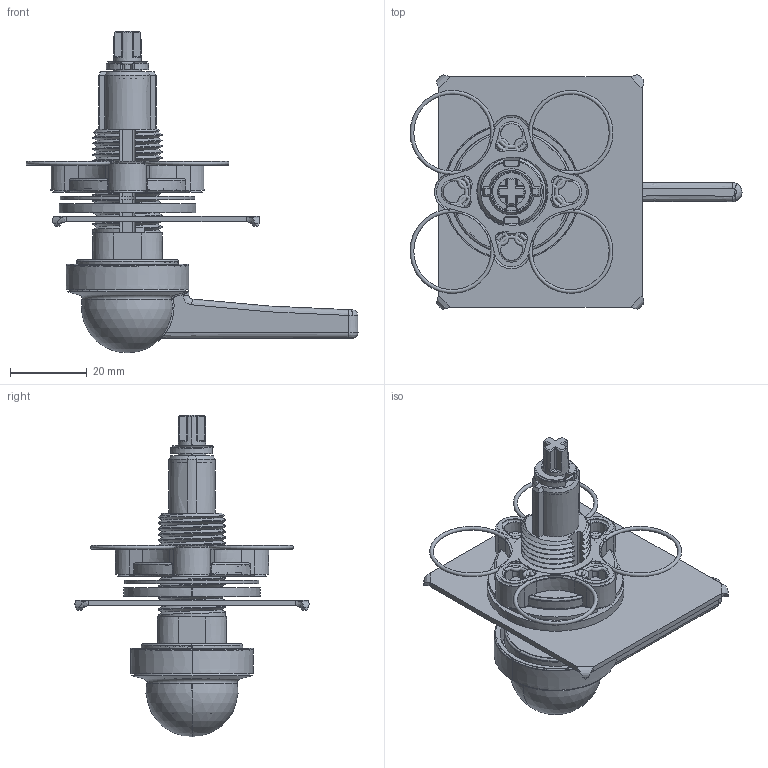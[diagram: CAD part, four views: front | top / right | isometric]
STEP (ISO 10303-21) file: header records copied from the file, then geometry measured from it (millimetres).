
FILE_DESCRIPTION((''),'2;1');
FILE_NAME('A2432670000BANSHOU_ASM','2020-10-30T',('zhangjy'),(''),'PRO/ENGINEER BY PARAMETRIC TECHNOLOGY CORPORATION, 2015240','PRO/ENGINEER BY PARAMETRIC TECHNOLOGY CORPORATION, 2015240','');
FILE_SCHEMA(('CONFIG_CONTROL_DESIGN'));
Products named in the file (1): A2432670000BANSHOU_ASM
Bounding box: 86.42 x 60.92 x 83.7 mm (x, y, z)
Surface area: 36426.7 mm2 (no closed solid volume)
Topology: 0 solids, 0 shells, 661 faces, 3795 edges, 3741 vertices
Faces by surface type: bspline 583, torus 56, sphere 22
Entity records: 68153 total; most frequent: CARTESIAN_POINT 38781, DIRECTION 4000, DEFINITIONAL_REPRESENTATION 3684, PCURVE 3684, COMPOSITE_CURVE_SEGMENT 3684, TRIMMED_CURVE 3328, VECTOR 2812, LINE 2812
